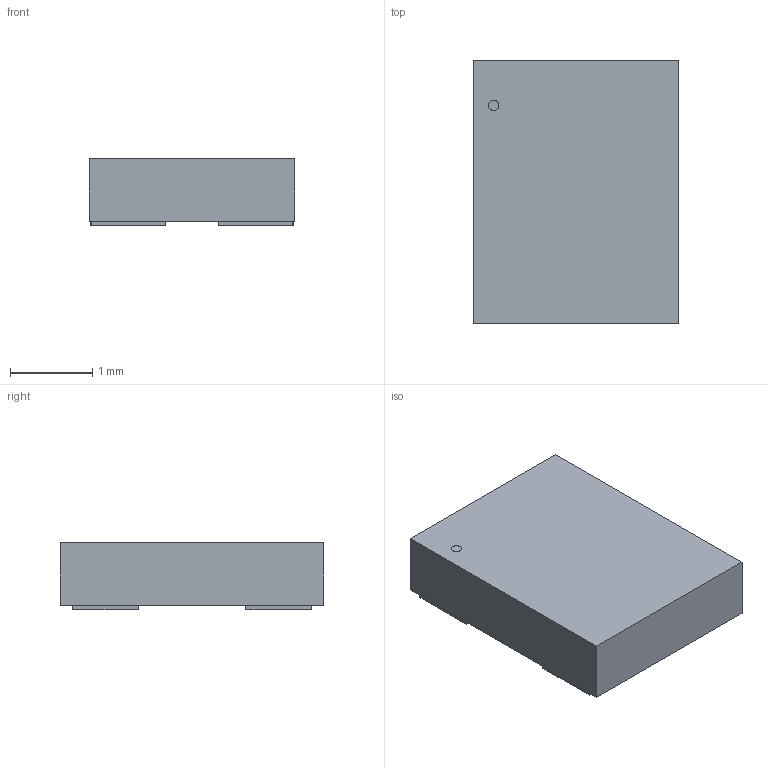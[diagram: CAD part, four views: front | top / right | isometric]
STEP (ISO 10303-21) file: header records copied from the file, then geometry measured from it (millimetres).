
FILE_DESCRIPTION (( 'STEP AP214' ), '1' );
FILE_NAME ('DSC1001CE1-048.0000T.step', '2023-05-16T08:27:39', ( '' ), ( '' ), 'SwSTEP 2.0', 'SolidWorks 2023', '' );
FILE_SCHEMA (( 'AUTOMOTIVE_DESIGN' ));
Length unit declared in the file: inch
Products named in the file (7): DSC1001CE1-048.0000T; DSC1001CE1-048.0000T_4; DSC1001CE1-048.0000T_6; DSC1001CE1-048.0000T_3; DSC1001CE1-048.0000T_5; DSC1001CE1-048.0000T_2
Assembly tree (6 placements, depth 2):
  DSC1001CE1-048.0000T
    DSC1001CE1-048.0000T
    DSC1001CE1-048.0000T_2
    DSC1001CE1-048.0000T_3
    DSC1001CE1-048.0000T_4
    DSC1001CE1-048.0000T_5
    DSC1001CE1-048.0000T_6
Bounding box: 2.5 x 3.2 x 0.81 mm (x, y, z)
Volume: 6.2 mm3; surface area: 33.4 mm2
Topology: 5 solids, 6 shells, 36 faces, 78 edges, 52 vertices
Faces by surface type: plane 34, cylinder 2
Entity records: 1203 total; most frequent: CARTESIAN_POINT 176, DIRECTION 174, ORIENTED_EDGE 152, EDGE_CURVE 78, VECTOR 74, LINE 74, VERTEX_POINT 52, AXIS2_PLACEMENT_3D 50
